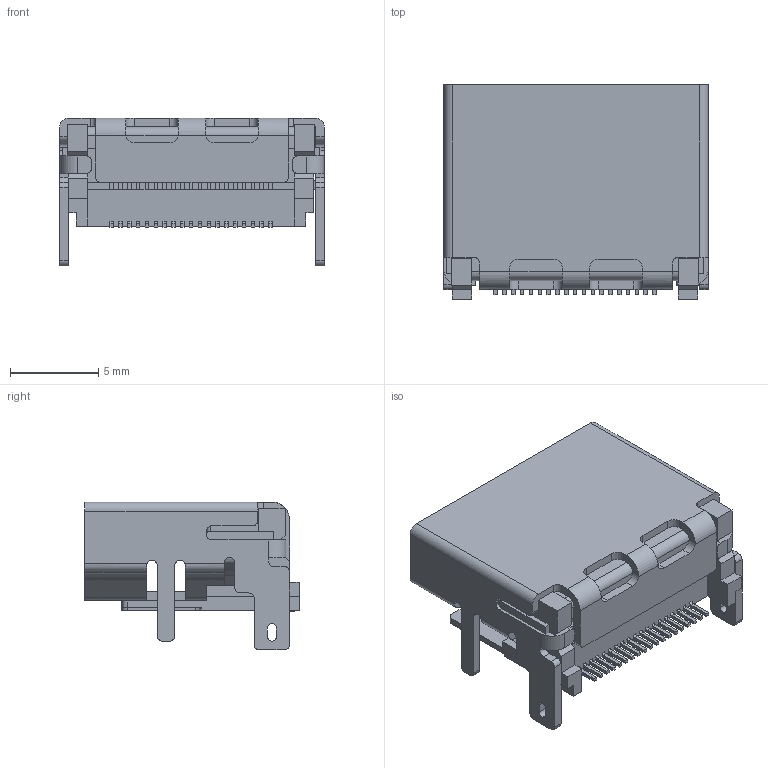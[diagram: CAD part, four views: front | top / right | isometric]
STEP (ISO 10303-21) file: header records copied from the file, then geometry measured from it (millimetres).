
FILE_DESCRIPTION(('STEP AP214'),'1');
FILE_NAME('685119134923.stp','2019-03-11T10:50:14',('TraceParts'),('TraceParts S.A.'),'Spatial InterOp 3D',' ',' ');
FILE_SCHEMA(('automotive_design'));
Length unit declared in the file: millimetre
Products named in the file (21): 685119134923_1; 685119134923_2; 685119134923_3; 685119134923_4; 685119134923_5; 685119134923_6; 685119134923_7; 685119134923_8; 685119134923_9; 685119134923_10; 685119134923_11; 685119134923_12; 685119134923_13; 685119134923_14; 685119134923_15; 685119134923_16; 685119134923_17; 685119134923_18; 685119134923_19; 685119134923_20; 685119134923_21
Bounding box: 15 x 12.15 x 8.38 mm (x, y, z)
Volume: 499.5 mm3; surface area: 1891.6 mm2
Topology: 21 solids, 21 shells, 1063 faces, 2946 edges, 1880 vertices
Faces by surface type: plane 668, cylinder 349, bspline 38, torus 8
Entity records: 43115 total; most frequent: CARTESIAN_POINT 6823, ORIENTED_EDGE 5892, DIRECTION 5570, EDGE_CURVE 2946, LINE 2222, VECTOR 2222, VERTEX_POINT 1880, AXIS2_PLACEMENT_3D 1674
